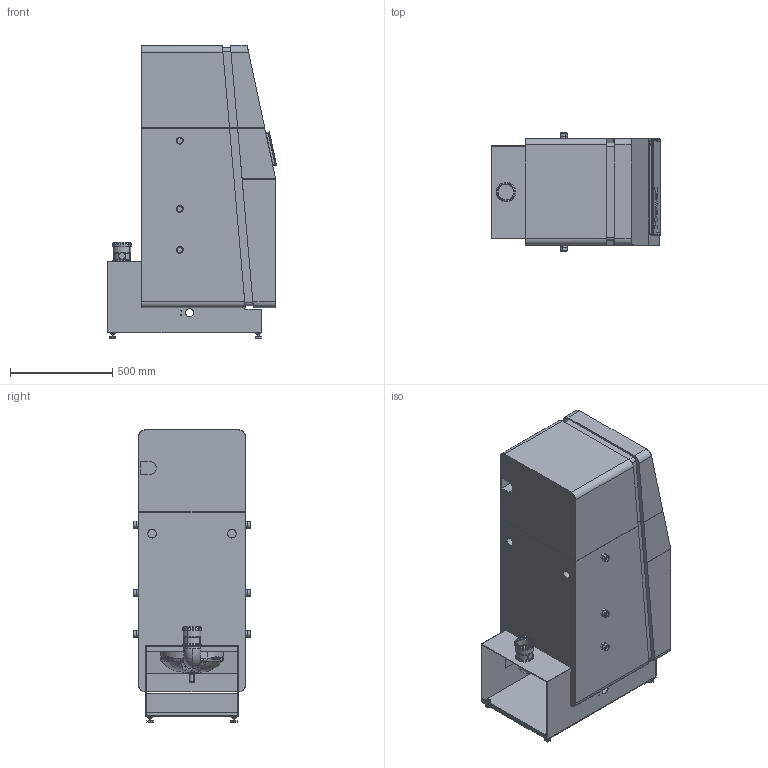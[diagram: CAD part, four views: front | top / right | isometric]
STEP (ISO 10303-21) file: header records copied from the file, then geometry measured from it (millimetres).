
FILE_DESCRIPTION(('CATIA V5 STEP Exchange'),'2;1');
FILE_NAME('4212683_UG_(15-27).stp','2014-04-03T15:29:21+00:00',('N.N.'),('Hovalwerke AG FL-9490 Vaduz'),'CATIA Version 5 Release 20 SP 7 (IN-10)','CATIA V5 STEP AP203','none');
FILE_SCHEMA(('CONFIG_CONTROL_DESIGN'));
Length unit declared in the file: millimetre
Products named in the file (4): 10408757_C83_000_00_UG (15-27) Planerdaten 3D CSM; 10322670_C83_000_01_Blende Hoval-Logo kpl. klein; 6025655; 634366
Assembly tree (27 placements, depth 4):
  10408757_C83_000_00_UG (15-27) Planerdaten 3D CSM
    #58
    10322670_C83_000_01_Blende Hoval-Logo kpl. klein
      #8198
      #10648
      #13785
      6025655
        #14160
        #17525
        #21663
      #22012
    #23642
    #23817
    #39064  x6
    634366  x4
      #39435
      #40478
      #41026
Bounding box: 823.81 x 576 x 1427 mm (x, y, z)
Volume: 368619308 mm3; surface area: 10260820.5 mm2
Topology: 52 solids, 52 shells, 1343 faces, 3197 edges, 2003 vertices
Faces by surface type: plane 676, cylinder 338, cone 115, torus 102, bspline 99, revolution 13
Entity records: 41218 total; most frequent: CARTESIAN_POINT 19119, ORIENTED_EDGE 4970, DIRECTION 3465, EDGE_CURVE 2485, VERTEX_POINT 1532, VECTOR 1451, LINE 1451, AXIS2_PLACEMENT_3D 1315
